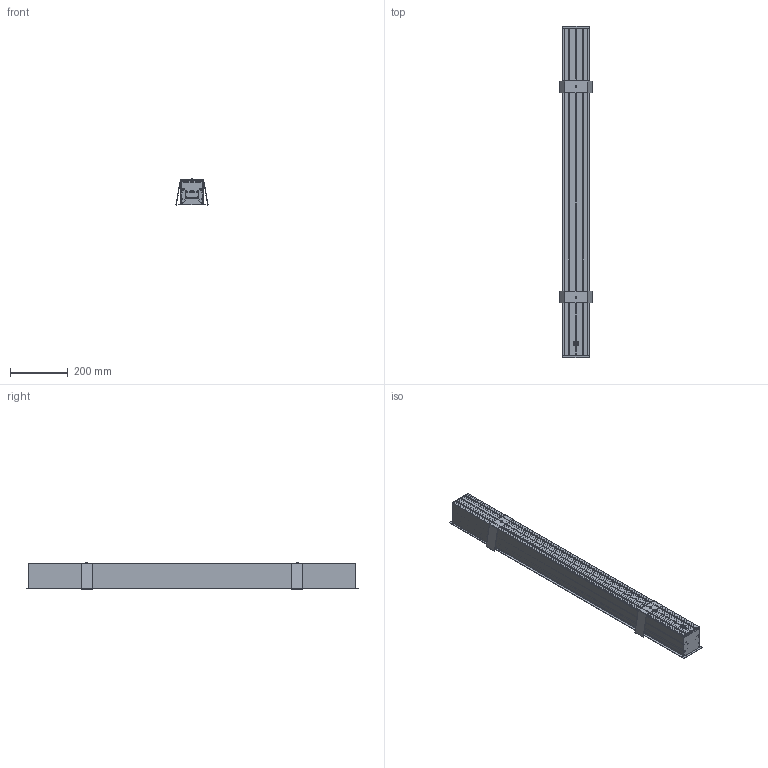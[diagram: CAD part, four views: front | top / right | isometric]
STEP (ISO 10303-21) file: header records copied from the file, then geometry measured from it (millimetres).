
FILE_DESCRIPTION(/* description */ ('This is a sample STEP configuration'),/* implementation_level */ '2;1');
FILE_NAME(/* name */ '728-302041xxxxxx SIMPLE.ipt_Rev_00.3.stp',/* time_stamp */ '2023-04-06T07:32:04+02:00',/* author */ ('powerJobs'),/* organization */ ('coolOrange'),/* preprocessor_version */ 'ST-DEVELOPER v19.2',/* originating_system */ 'Autodesk Inventor 2023',/* authorisation */ '');
FILE_SCHEMA (('AUTOMOTIVE_DESIGN { 1 0 10303 214 3 1 1 }'));
Length unit declared in the file: millimetre
Products named in the file (1): ENG000020650
Bounding box: 110.65 x 1146.5 x 90 mm (x, y, z)
Volume: 1422360.2 mm3; surface area: 1531450.4 mm2
Topology: 18 solids, 18 shells, 1285 faces, 3581 edges, 2314 vertices
Faces by surface type: plane 668, cylinder 515, cone 72, bspline 26, torus 4
Full cylindrical faces by diameter (mm): 2.459 x4, 2.693 x2, 2.7 x2, 2.8 x8, 3 x4, 3.2 x9, 3.45 x4, 4.134 x2, 5.2 x2, 5.3 x2, 6 x4, 8 x2, 12.7 x1, 15.6 x1, 16 x1, 18.4 x1
Entity records: 44437 total; most frequent: CARTESIAN_POINT 11304, ORIENTED_EDGE 7154, DIRECTION 6779, EDGE_CURVE 3577, AXIS2_PLACEMENT_3D 2321, VERTEX_POINT 2314, LINE 2137, VECTOR 2137
